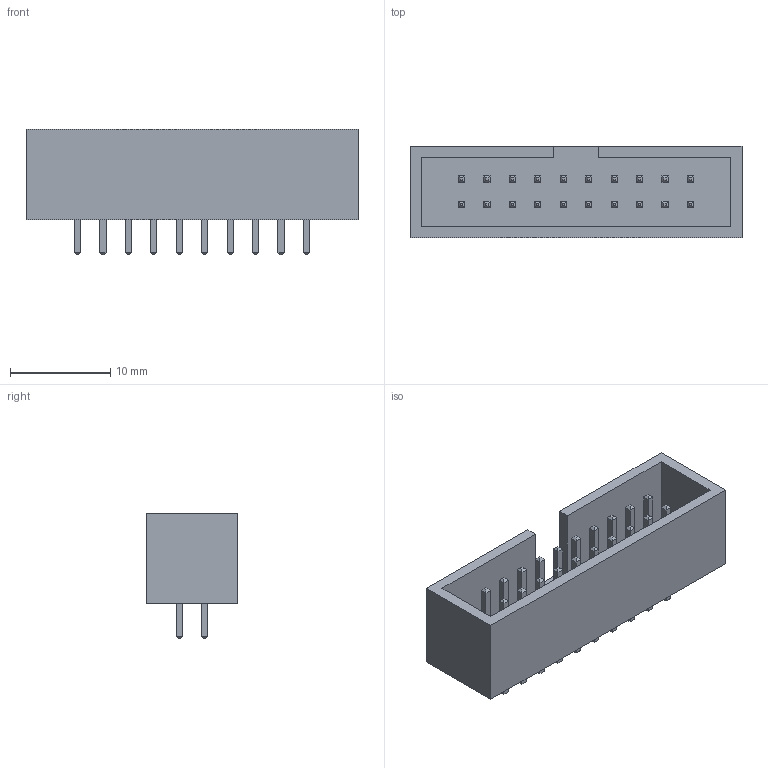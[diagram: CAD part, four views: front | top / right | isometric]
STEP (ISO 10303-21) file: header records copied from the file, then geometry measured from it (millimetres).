
FILE_DESCRIPTION (( 'STEP AP214' ), '1' );
FILE_NAME ('IDC-20M.STEP', '2022-04-21T03:58:08', ( '' ), ( '' ), 'SwSTEP 2.0', 'SolidWorks 2019', '' );
FILE_SCHEMA (( 'AUTOMOTIVE_DESIGN' ));
Length unit declared in the file: millimetre
Products named in the file (1): IDC-20M
Bounding box: 33.1 x 9.1 x 12.5 mm (x, y, z)
Volume: 1167.3 mm3; surface area: 2468.6 mm2
Topology: 21 solids, 21 shells, 294 faces, 596 edges, 344 vertices
Faces by surface type: plane 294
Entity records: 10748 total; most frequent: CARTESIAN_POINT 1235, ORIENTED_EDGE 1192, DIRECTION 1186, LINE 596, EDGE_CURVE 596, VECTOR 596, VERTEX_POINT 344, UNCERTAINTY_MEASURE_WITH_UNIT 317
